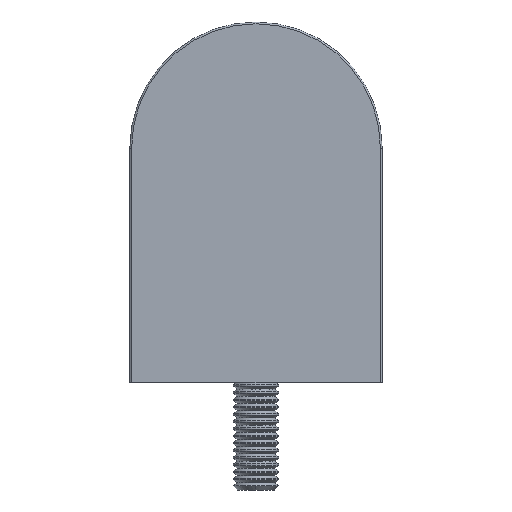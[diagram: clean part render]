
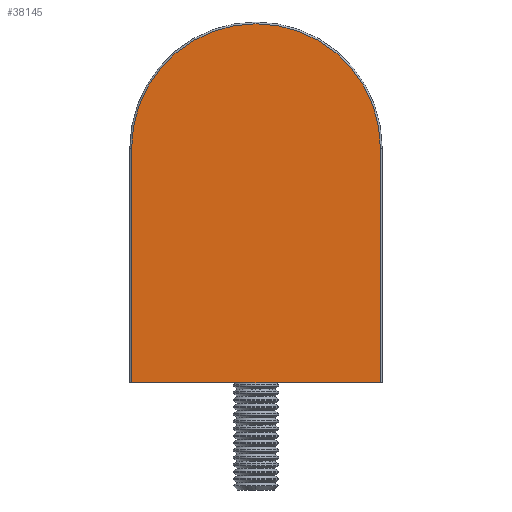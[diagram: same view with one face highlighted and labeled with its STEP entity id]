
A CAD part, left-side view. The second image highlights one B-rep face of the part: STEP entity #38145.
In plain terms, the highlighted planar face has unit normal (-1, 0, 0).
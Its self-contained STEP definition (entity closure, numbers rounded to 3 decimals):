
#435 = DIRECTION ( 'NONE',  ( 0., 0., -1. ) ) ;
#2827 = VECTOR ( 'NONE', #51749, 1000. ) ;
#3273 = CARTESIAN_POINT ( 'NONE',  ( 0., 14., 0. ) ) ;
#4098 = LINE ( 'NONE', #3273, #2827 ) ;
#4178 = AXIS2_PLACEMENT_3D ( 'NONE', #40099, #48238, #24034 ) ;
#5255 = CARTESIAN_POINT ( 'NONE',  ( 0., 13.8, 26. ) ) ;
#6050 = EDGE_CURVE ( 'NONE', #34188, #26385, #4098, .T. ) ;
#6280 = EDGE_CURVE ( 'NONE', #17034, #23032, #33713, .T. ) ;
#9502 = VECTOR ( 'NONE', #21073, 1000. ) ;
#10617 = EDGE_CURVE ( 'NONE', #23032, #26385, #11409, .T. ) ;
#11409 = LINE ( 'NONE', #5255, #9502 ) ;
#11569 = AXIS2_PLACEMENT_3D ( 'NONE', #45225, #12600, #435 ) ;
#11892 = PLANE ( 'NONE',  #4178 ) ;
#12379 = CARTESIAN_POINT ( 'NONE',  ( 0., 13.8, 26. ) ) ;
#12600 = DIRECTION ( 'NONE',  ( -1., 0., 0. ) ) ;
#17034 = VERTEX_POINT ( 'NONE', #24421 ) ;
#18490 = CARTESIAN_POINT ( 'NONE',  ( 0., -13.8, 26. ) ) ;
#19075 = VECTOR ( 'NONE', #30338, 1000. ) ;
#21073 = DIRECTION ( 'NONE',  ( 0., 0., -1. ) ) ;
#23032 = VERTEX_POINT ( 'NONE', #12379 ) ;
#24034 = DIRECTION ( 'NONE',  ( 0., 0., -1. ) ) ;
#24421 = CARTESIAN_POINT ( 'NONE',  ( 0., -13.8, 26. ) ) ;
#26385 = VERTEX_POINT ( 'NONE', #50794 ) ;
#30338 = DIRECTION ( 'NONE',  ( 0., 0., 1. ) ) ;
#32982 = LINE ( 'NONE', #18490, #19075 ) ;
#33713 = CIRCLE ( 'NONE', #11569, 13.8 ) ;
#34188 = VERTEX_POINT ( 'NONE', #37999 ) ;
#37999 = CARTESIAN_POINT ( 'NONE',  ( 0., -13.8, 0. ) ) ;
#38145 = ADVANCED_FACE ( 'NONE', ( #46889 ), #11892, .F. ) ;
#40099 = CARTESIAN_POINT ( 'NONE',  ( 0., 0., 26. ) ) ;
#40293 = ORIENTED_EDGE ( 'NONE', *, *, #49949, .T. ) ;
#40765 = EDGE_LOOP ( 'NONE', ( #46660, #40293, #49859, #51376 ) ) ;
#45225 = CARTESIAN_POINT ( 'NONE',  ( 0., 0., 26. ) ) ;
#46660 = ORIENTED_EDGE ( 'NONE', *, *, #6050, .F. ) ;
#46889 = FACE_OUTER_BOUND ( 'NONE', #40765, .T. ) ;
#48238 = DIRECTION ( 'NONE',  ( 1., 0., 0. ) ) ;
#49859 = ORIENTED_EDGE ( 'NONE', *, *, #6280, .T. ) ;
#49949 = EDGE_CURVE ( 'NONE', #34188, #17034, #32982, .T. ) ;
#50794 = CARTESIAN_POINT ( 'NONE',  ( 0., 13.8, 0. ) ) ;
#51376 = ORIENTED_EDGE ( 'NONE', *, *, #10617, .T. ) ;
#51749 = DIRECTION ( 'NONE',  ( 0., 1., 0. ) ) ;
